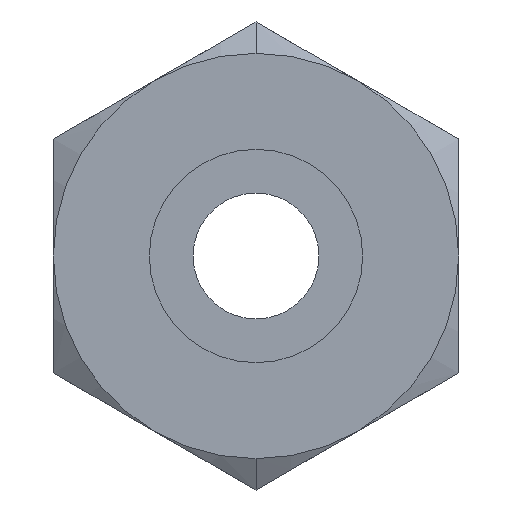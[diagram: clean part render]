
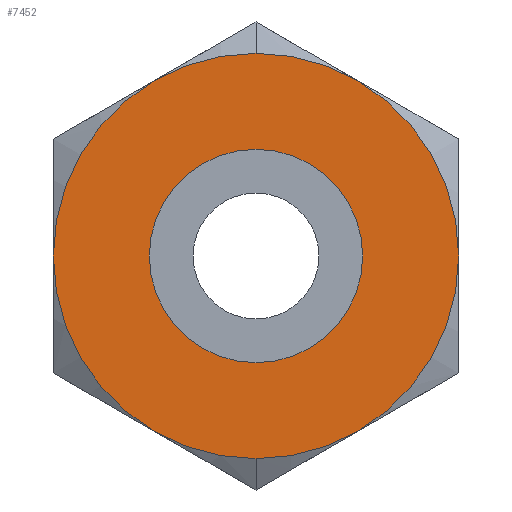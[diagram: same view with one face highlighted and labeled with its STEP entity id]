
A CAD part, left-side view. The second image highlights one B-rep face of the part: STEP entity #7452.
In plain terms, the highlighted planar face has unit normal (-1, 0, 0).
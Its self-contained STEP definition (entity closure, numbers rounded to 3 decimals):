
#24 = DIRECTION ( 'NONE',  ( 0., 0., 1. ) ) ;
#135 = AXIS2_PLACEMENT_3D ( 'NONE', #1208, #7508, #24 ) ;
#229 = DIRECTION ( 'NONE',  ( 0., 0., -1. ) ) ;
#377 = CIRCLE ( 'NONE', #4488, 9.5 ) ;
#751 = DIRECTION ( 'NONE',  ( -1., 0., 0. ) ) ;
#1208 = CARTESIAN_POINT ( 'NONE',  ( 0., 0., 0. ) ) ;
#1330 = ORIENTED_EDGE ( 'NONE', *, *, #6270, .T. ) ;
#1356 = CIRCLE ( 'NONE', #5698, 5. ) ;
#1437 = CARTESIAN_POINT ( 'NONE',  ( 0., 0., 4.75 ) ) ;
#1552 = CARTESIAN_POINT ( 'NONE',  ( 0., 0., 0. ) ) ;
#1822 = VERTEX_POINT ( 'NONE', #5551 ) ;
#2079 = DIRECTION ( 'NONE',  ( 0., 0., 1. ) ) ;
#2356 = DIRECTION ( 'NONE',  ( 1., 0., 0. ) ) ;
#4251 = CARTESIAN_POINT ( 'NONE',  ( 0., 0., -5. ) ) ;
#4369 = CARTESIAN_POINT ( 'NONE',  ( 0., 0., 9.5 ) ) ;
#4488 = AXIS2_PLACEMENT_3D ( 'NONE', #1552, #6241, #6802 ) ;
#4816 = EDGE_LOOP ( 'NONE', ( #1330, #5754 ) ) ;
#4825 = VERTEX_POINT ( 'NONE', #4369 ) ;
#4878 = DIRECTION ( 'NONE',  ( 1., 0., 0. ) ) ;
#4967 = CIRCLE ( 'NONE', #5938, 5. ) ;
#5047 = ORIENTED_EDGE ( 'NONE', *, *, #6291, .F. ) ;
#5299 = EDGE_CURVE ( 'NONE', #4825, #6215, #6707, .T. ) ;
#5391 = EDGE_CURVE ( 'NONE', #1822, #6235, #1356, .T. ) ;
#5416 = CARTESIAN_POINT ( 'NONE',  ( 0., 0., 0. ) ) ;
#5483 = FACE_OUTER_BOUND ( 'NONE', #7188, .T. ) ;
#5551 = CARTESIAN_POINT ( 'NONE',  ( 0., 0., 5. ) ) ;
#5698 = AXIS2_PLACEMENT_3D ( 'NONE', #6887, #2356, #5787 ) ;
#5754 = ORIENTED_EDGE ( 'NONE', *, *, #5391, .T. ) ;
#5787 = DIRECTION ( 'NONE',  ( 0., 0., 1. ) ) ;
#5938 = AXIS2_PLACEMENT_3D ( 'NONE', #5416, #4878, #229 ) ;
#6215 = VERTEX_POINT ( 'NONE', #7240 ) ;
#6235 = VERTEX_POINT ( 'NONE', #4251 ) ;
#6241 = DIRECTION ( 'NONE',  ( 1., 0., 0. ) ) ;
#6270 = EDGE_CURVE ( 'NONE', #6235, #1822, #4967, .T. ) ;
#6291 = EDGE_CURVE ( 'NONE', #6215, #4825, #377, .T. ) ;
#6579 = FACE_BOUND ( 'NONE', #4816, .T. ) ;
#6625 = AXIS2_PLACEMENT_3D ( 'NONE', #1437, #751, #2079 ) ;
#6707 = CIRCLE ( 'NONE', #135, 9.5 ) ;
#6802 = DIRECTION ( 'NONE',  ( 0., 0., -1. ) ) ;
#6887 = CARTESIAN_POINT ( 'NONE',  ( 0., 0., 0. ) ) ;
#7188 = EDGE_LOOP ( 'NONE', ( #7390, #5047 ) ) ;
#7236 = PLANE ( 'NONE',  #6625 ) ;
#7240 = CARTESIAN_POINT ( 'NONE',  ( 0., 0., -9.5 ) ) ;
#7390 = ORIENTED_EDGE ( 'NONE', *, *, #5299, .F. ) ;
#7452 = ADVANCED_FACE ( 'NONE', ( #6579, #5483 ), #7236, .T. ) ;
#7508 = DIRECTION ( 'NONE',  ( 1., 0., 0. ) ) ;
